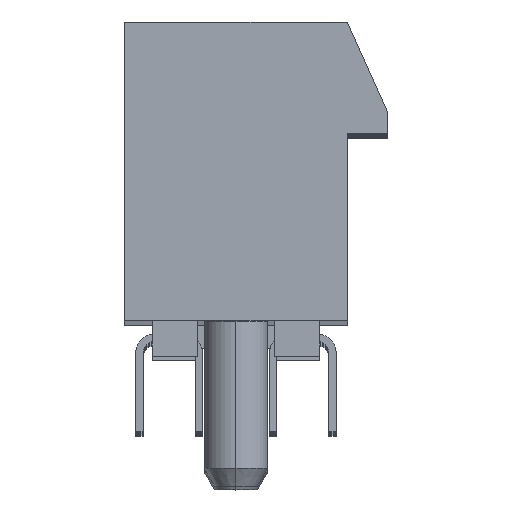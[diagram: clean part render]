
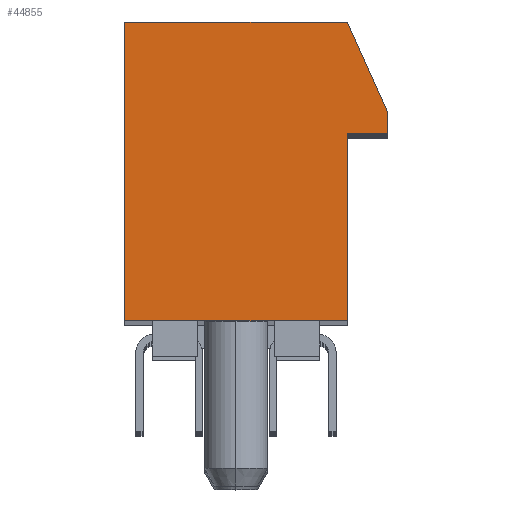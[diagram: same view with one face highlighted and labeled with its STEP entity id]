
A CAD part, top view. The second image highlights one B-rep face of the part: STEP entity #44855.
In plain terms, the highlighted planar face has unit normal (0, 0, 1).
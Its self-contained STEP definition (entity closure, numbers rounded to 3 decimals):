
#785 = AXIS2_PLACEMENT_3D ( 'NONE', #3392, #3393, #3394 ) ;
#2919 = FACE_OUTER_BOUND ( 'NONE', #34791, .T. ) ;
#3373 = PLANE ( 'NONE',  #785 ) ;
#3392 = CARTESIAN_POINT ( 'NONE',  ( -3.75, 10.05, 0. ) ) ;
#3393 = DIRECTION ( 'NONE',  ( 0., 0., -1. ) ) ;
#3394 = DIRECTION ( 'NONE',  ( -1., 0., 0. ) ) ;
#26466 = CARTESIAN_POINT ( 'NONE',  ( 3.75, 10.05, 0. ) ) ;
#26468 = DIRECTION ( 'NONE',  ( -0.41, 0.912, 0. ) ) ;
#26685 = CARTESIAN_POINT ( 'NONE',  ( 3.75, 0., 0. ) ) ;
#26686 = DIRECTION ( 'NONE',  ( 0., 1., 0. ) ) ;
#27083 = LINE ( 'NONE', #26466, #27086 ) ;
#27086 = VECTOR ( 'NONE', #26468, 1000. ) ;
#27253 = LINE ( 'NONE', #26685, #27256 ) ;
#27256 = VECTOR ( 'NONE', #26686, 1000. ) ;
#29202 = LINE ( 'NONE', #30495, #29205 ) ;
#29205 = VECTOR ( 'NONE', #30496, 1000. ) ;
#30162 = CARTESIAN_POINT ( 'NONE',  ( -3.75, 0., 0. ) ) ;
#30495 = CARTESIAN_POINT ( 'NONE',  ( -3.75, 0., 0. ) ) ;
#30496 = DIRECTION ( 'NONE',  ( 1., 0., 0. ) ) ;
#31648 = CARTESIAN_POINT ( 'NONE',  ( 5.1, 7.05, 0. ) ) ;
#31649 = DIRECTION ( 'NONE',  ( 0., 1., 0. ) ) ;
#31655 = CARTESIAN_POINT ( 'NONE',  ( 5.1, 6.3, 0. ) ) ;
#31674 = DIRECTION ( 'NONE',  ( 1., 0., 0. ) ) ;
#31679 = CARTESIAN_POINT ( 'NONE',  ( -3.75, 0., 0. ) ) ;
#31680 = DIRECTION ( 'NONE',  ( 0., -1., 0. ) ) ;
#31741 = CARTESIAN_POINT ( 'NONE',  ( -3.75, 10.05, 0. ) ) ;
#31742 = DIRECTION ( 'NONE',  ( -1., 0., 0. ) ) ;
#31998 = LINE ( 'NONE', #31648, #31999 ) ;
#31999 = VECTOR ( 'NONE', #31649, 1000. ) ;
#32017 = LINE ( 'NONE', #31655, #32026 ) ;
#32026 = VECTOR ( 'NONE', #31674, 1000. ) ;
#32029 = LINE ( 'NONE', #31679, #32032 ) ;
#32032 = VECTOR ( 'NONE', #31680, 1000. ) ;
#32083 = LINE ( 'NONE', #31741, #32086 ) ;
#32086 = VECTOR ( 'NONE', #31742, 1000. ) ;
#34791 = EDGE_LOOP ( 'NONE', ( #50255, #50256, #50257, #50258, #50259, #50260, #50261 ) ) ;
#43149 = VERTEX_POINT ( 'NONE', #61875 ) ;
#43151 = VERTEX_POINT ( 'NONE', #61881 ) ;
#43161 = VERTEX_POINT ( 'NONE', #61898 ) ;
#43162 = VERTEX_POINT ( 'NONE', #61895 ) ;
#43407 = VERTEX_POINT ( 'NONE', #62188 ) ;
#43672 = VERTEX_POINT ( 'NONE', #62498 ) ;
#44855 = ADVANCED_FACE ( 'NONE', ( #2919 ), #3373, .F. ) ;
#49401 = EDGE_CURVE ( 'NONE', #43149, #43672, #27083, .T. ) ;
#49498 = EDGE_CURVE ( 'NONE', #43407, #43151, #27253, .T. ) ;
#50154 = VERTEX_POINT ( 'NONE', #30162 ) ;
#50255 = ORIENTED_EDGE ( 'NONE', *, *, #52897, .T. ) ;
#50256 = ORIENTED_EDGE ( 'NONE', *, *, #52384, .T. ) ;
#50257 = ORIENTED_EDGE ( 'NONE', *, *, #49498, .T. ) ;
#50258 = ORIENTED_EDGE ( 'NONE', *, *, #52894, .T. ) ;
#50259 = ORIENTED_EDGE ( 'NONE', *, *, #52881, .T. ) ;
#50260 = ORIENTED_EDGE ( 'NONE', *, *, #49401, .T. ) ;
#50261 = ORIENTED_EDGE ( 'NONE', *, *, #52926, .T. ) ;
#52384 = EDGE_CURVE ( 'NONE', #50154, #43407, #29202, .T. ) ;
#52881 = EDGE_CURVE ( 'NONE', #43161, #43149, #31998, .T. ) ;
#52894 = EDGE_CURVE ( 'NONE', #43151, #43161, #32017, .T. ) ;
#52897 = EDGE_CURVE ( 'NONE', #43162, #50154, #32029, .T. ) ;
#52926 = EDGE_CURVE ( 'NONE', #43672, #43162, #32083, .T. ) ;
#61875 = CARTESIAN_POINT ( 'NONE',  ( 5.1, 7.05, 0. ) ) ;
#61881 = CARTESIAN_POINT ( 'NONE',  ( 3.75, 6.3, 0. ) ) ;
#61895 = CARTESIAN_POINT ( 'NONE',  ( -3.75, 10.05, 0. ) ) ;
#61898 = CARTESIAN_POINT ( 'NONE',  ( 5.1, 6.3, 0. ) ) ;
#62188 = CARTESIAN_POINT ( 'NONE',  ( 3.75, 0., 0. ) ) ;
#62498 = CARTESIAN_POINT ( 'NONE',  ( 3.75, 10.05, 0. ) ) ;
